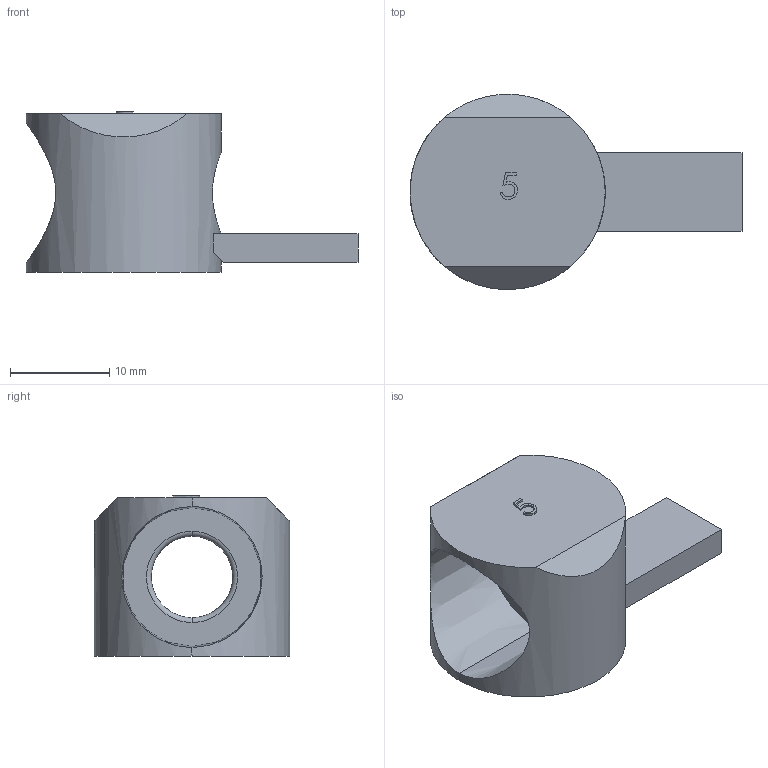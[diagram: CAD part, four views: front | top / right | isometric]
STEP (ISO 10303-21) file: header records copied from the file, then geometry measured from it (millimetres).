
FILE_DESCRIPTION (( 'STEP AP214' ), '1' );
FILE_NAME ('099a0840.STEP', '2013-08-26T14:14:29', ( 'User' ), ( '' ), 'SwSTEP 2.0', 'SolidWorks 2012', '' );
FILE_SCHEMA (( 'AUTOMOTIVE_DESIGN' ));
Length unit declared in the file: millimetre
Products named in the file (1): 099a0840
Bounding box: 33.5 x 19.7 x 16.2 mm (x, y, z)
Volume: 3099 mm3; surface area: 2400.4 mm2
Topology: 1 solids, 1 shells, 34 faces, 89 edges, 57 vertices
Faces by surface type: plane 17, bspline 8, cylinder 4, cone 3, torus 2
Entity records: 1692 total; most frequent: CARTESIAN_POINT 873, ORIENTED_EDGE 178, DIRECTION 138, EDGE_CURVE 89, VERTEX_POINT 57, AXIS2_PLACEMENT_3D 46, VECTOR 46, LINE 46
